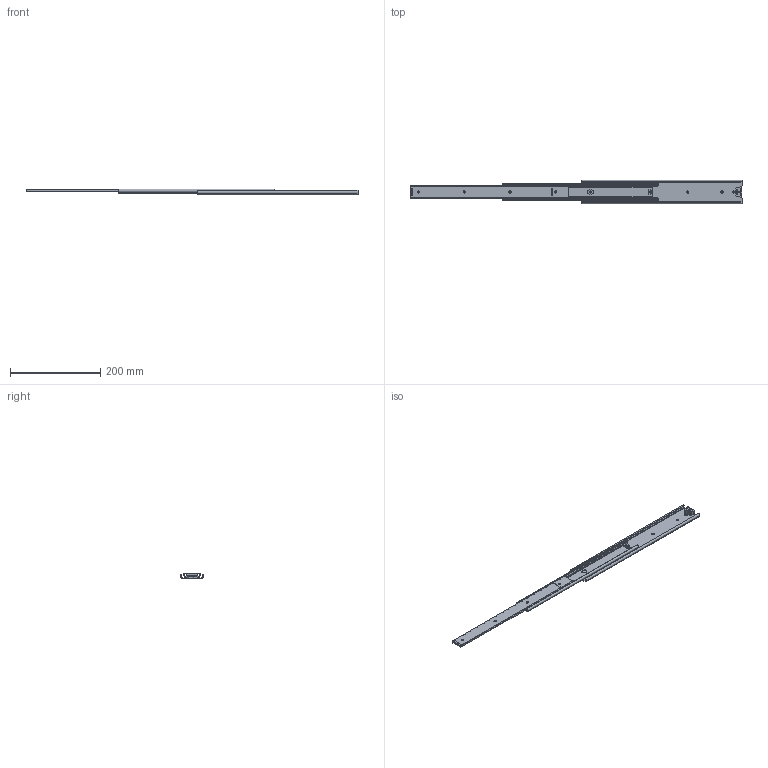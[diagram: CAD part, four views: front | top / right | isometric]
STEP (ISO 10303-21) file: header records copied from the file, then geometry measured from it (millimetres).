
FILE_DESCRIPTION (( 'STEP AP214' ), '1' );
FILE_NAME ('TM_359_14.STEP', '2018-04-18T06:44:40', ( '' ), ( '' ), 'SwSTEP 2.0', 'SolidWorks 2015', '' );
FILE_SCHEMA (( 'AUTOMOTIVE_DESIGN' ));
Length unit declared in the file: millimetre
Products named in the file (4): member_A; member_B; member_C; TM_359_14
Assembly tree (3 placements, depth 2):
  TM_359_14
    member_C
    member_B
    member_A
Bounding box: 737.6 x 51.47 x 12.8 mm (x, y, z)
Volume: 93506.8 mm3; surface area: 109074.1 mm2
Topology: 3 solids, 3 shells, 233 faces, 653 edges, 430 vertices
Faces by surface type: plane 128, cylinder 105
Entity records: 7793 total; most frequent: CARTESIAN_POINT 1378, DIRECTION 1345, ORIENTED_EDGE 1306, EDGE_CURVE 653, AXIS2_PLACEMENT_3D 461, VERTEX_POINT 430, VECTOR 423, LINE 423
